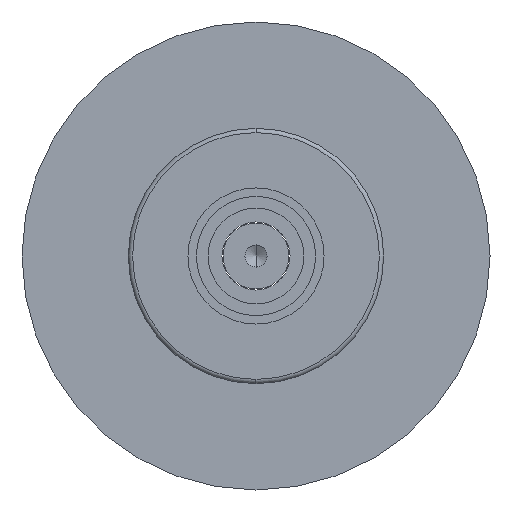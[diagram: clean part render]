
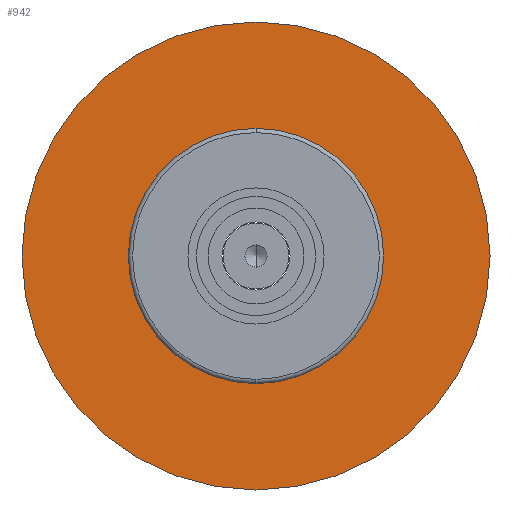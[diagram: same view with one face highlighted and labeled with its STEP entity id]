
A CAD part, left-side view. The second image highlights one B-rep face of the part: STEP entity #942.
In plain terms, the highlighted planar face has unit normal (-1, 0, 0).
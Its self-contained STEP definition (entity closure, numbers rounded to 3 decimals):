
#152 = CARTESIAN_POINT ( 'NONE',  ( 8.5, 0., 0. ) ) ;
#259 = CIRCLE ( 'NONE', #562, 11. ) ;
#562 = AXIS2_PLACEMENT_3D ( 'NONE', #8405, #7921, #2040 ) ;
#702 = ORIENTED_EDGE ( 'NONE', *, *, #2791, .T. ) ;
#855 = EDGE_CURVE ( 'NONE', #5235, #1264, #2041, .T. ) ;
#942 = ADVANCED_FACE ( 'NONE', ( #4098, #4338 ), #8105, .F. ) ;
#1102 = ORIENTED_EDGE ( 'NONE', *, *, #5634, .T. ) ;
#1152 = CARTESIAN_POINT ( 'NONE',  ( 8.5, 0., 6. ) ) ;
#1264 = VERTEX_POINT ( 'NONE', #1152 ) ;
#1893 = EDGE_CURVE ( 'NONE', #1264, #5235, #6468, .T. ) ;
#2040 = DIRECTION ( 'NONE',  ( 0., 0., 1. ) ) ;
#2041 = CIRCLE ( 'NONE', #6688, 6. ) ;
#2223 = DIRECTION ( 'NONE',  ( -1., 0., 0. ) ) ;
#2791 = EDGE_CURVE ( 'NONE', #8865, #6265, #259, .T. ) ;
#3060 = DIRECTION ( 'NONE',  ( 1., 0., 0. ) ) ;
#3068 = AXIS2_PLACEMENT_3D ( 'NONE', #152, #2223, #9537 ) ;
#4038 = DIRECTION ( 'NONE',  ( -1., 0., 0. ) ) ;
#4098 = FACE_BOUND ( 'NONE', #5939, .T. ) ;
#4338 = FACE_OUTER_BOUND ( 'NONE', #5049, .T. ) ;
#4815 = CIRCLE ( 'NONE', #4831, 11. ) ;
#4831 = AXIS2_PLACEMENT_3D ( 'NONE', #8836, #4941, #10326 ) ;
#4941 = DIRECTION ( 'NONE',  ( -1., 0., 0. ) ) ;
#5049 = EDGE_LOOP ( 'NONE', ( #702, #1102 ) ) ;
#5235 = VERTEX_POINT ( 'NONE', #6667 ) ;
#5502 = CARTESIAN_POINT ( 'NONE',  ( 8.5, 6., 0. ) ) ;
#5634 = EDGE_CURVE ( 'NONE', #6265, #8865, #4815, .T. ) ;
#5939 = EDGE_LOOP ( 'NONE', ( #6220, #7770 ) ) ;
#6189 = CARTESIAN_POINT ( 'NONE',  ( 8.5, 0., -11. ) ) ;
#6220 = ORIENTED_EDGE ( 'NONE', *, *, #1893, .F. ) ;
#6265 = VERTEX_POINT ( 'NONE', #6189 ) ;
#6468 = CIRCLE ( 'NONE', #3068, 6. ) ;
#6480 = CARTESIAN_POINT ( 'NONE',  ( 8.5, 0., 0. ) ) ;
#6667 = CARTESIAN_POINT ( 'NONE',  ( 8.5, 0., -6. ) ) ;
#6688 = AXIS2_PLACEMENT_3D ( 'NONE', #6480, #4038, #10500 ) ;
#7770 = ORIENTED_EDGE ( 'NONE', *, *, #855, .F. ) ;
#7921 = DIRECTION ( 'NONE',  ( -1., 0., 0. ) ) ;
#8105 = PLANE ( 'NONE',  #11017 ) ;
#8405 = CARTESIAN_POINT ( 'NONE',  ( 8.5, 0., 0. ) ) ;
#8836 = CARTESIAN_POINT ( 'NONE',  ( 8.5, 0., 0. ) ) ;
#8865 = VERTEX_POINT ( 'NONE', #9479 ) ;
#9479 = CARTESIAN_POINT ( 'NONE',  ( 8.5, 0., 11. ) ) ;
#9537 = DIRECTION ( 'NONE',  ( 0., 0., 1. ) ) ;
#10326 = DIRECTION ( 'NONE',  ( 0., 0., 1. ) ) ;
#10500 = DIRECTION ( 'NONE',  ( 0., 0., 1. ) ) ;
#11017 = AXIS2_PLACEMENT_3D ( 'NONE', #5502, #3060, #11063 ) ;
#11063 = DIRECTION ( 'NONE',  ( 0., 0., -1. ) ) ;
